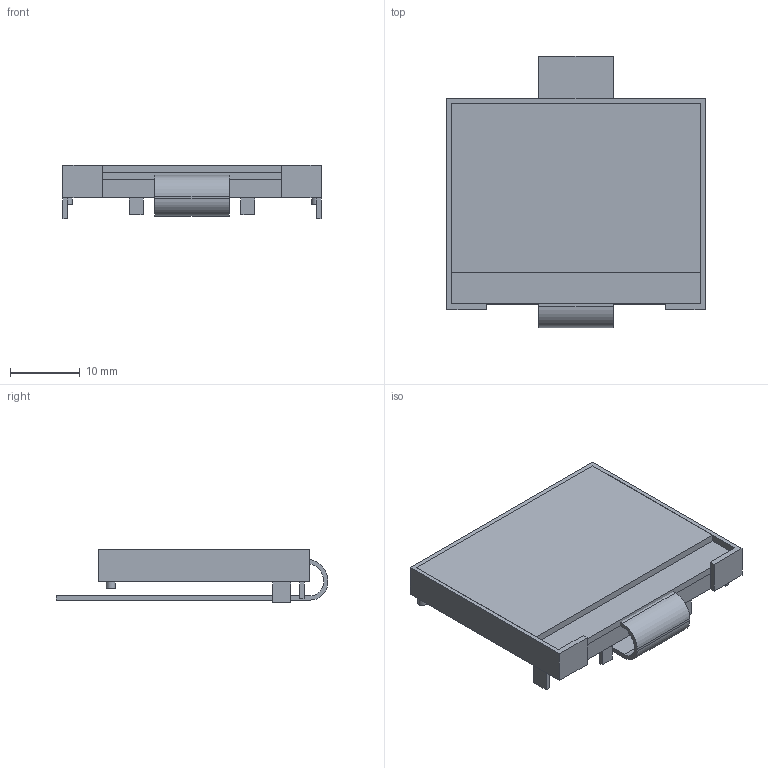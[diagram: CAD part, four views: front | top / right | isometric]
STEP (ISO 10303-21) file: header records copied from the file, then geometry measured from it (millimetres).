
FILE_DESCRIPTION(('FreeCAD Model'),'2;1');
FILE_NAME( 'DEM_128064P_SBH-PW-N.step', '2018-03-27T10:36:25',('Author'),(''), 'Open CASCADE STEP processor 6.8','FreeCAD','Unknown');
FILE_SCHEMA(('AUTOMOTIVE_DESIGN_CC2 { 1 2 10303 214 -1 1 5 4 }'));
Length unit declared in the file: millimetre
Products named in the file (10): ASSEMBLY; pasek001; PCB; ramka001; piny_montazowe003; zabezpieczenie_ekranu001; ekran001; piny_montazowe001; katoda_anoda001; czarna_masa001
Assembly tree (9 placements, depth 2):
  ASSEMBLY
    pasek001
    PCB
    ramka001
    piny_montazowe003
    zabezpieczenie_ekranu001
    ekran001
    piny_montazowe001
    katoda_anoda001
    czarna_masa001
Bounding box: 37 x 38.92 x 7.7 mm (x, y, z)
Volume: 5642 mm3; surface area: 8053.6 mm2
Topology: 12 solids, 12 shells, 82 faces, 174 edges, 116 vertices
Faces by surface type: plane 76, cylinder 6
Full cylindrical faces by diameter (mm): 1.3 x2
Entity records: 2444 total; most frequent: CARTESIAN_POINT 382, DIRECTION 370, ORIENTED_EDGE 348, EDGE_CURVE 174, LINE 162, VECTOR 162, VERTEX_POINT 116, AXIS2_PLACEMENT_3D 104
